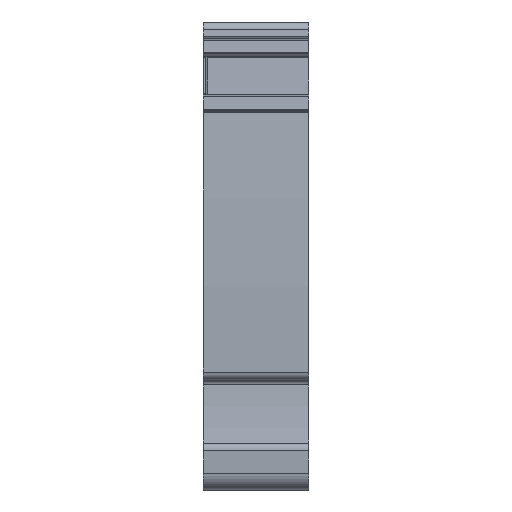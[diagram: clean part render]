
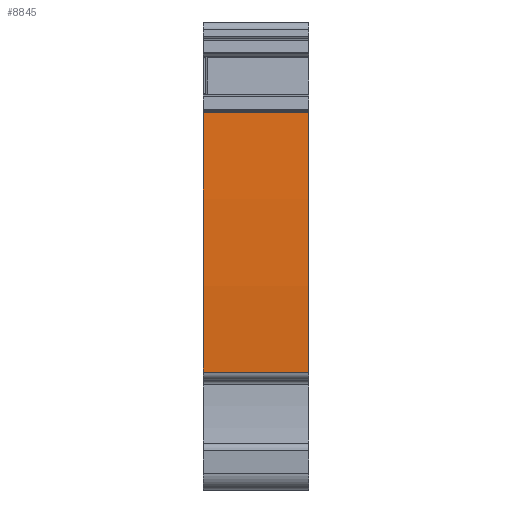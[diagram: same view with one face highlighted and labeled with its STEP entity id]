
A CAD part, front view. The second image highlights one B-rep face of the part: STEP entity #8845.
In plain terms, the highlighted cylindrical face has radius 240.065 mm (diameter 480.129 mm), a partial arc.
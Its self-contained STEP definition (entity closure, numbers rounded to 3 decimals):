
#6804=AXIS2_PLACEMENT_3D('Circle Axis2P3D',#6802,#6803,$) ;
#8825=AXIS2_PLACEMENT_3D('Cylinder Axis2P3D',#8822,#8823,#8824) ;
#8836=AXIS2_PLACEMENT_3D('Circle Axis2P3D',#8834,#8835,$) ;
#6799=CARTESIAN_POINT('Vertex',(0.,1.527,13.395)) ;
#6802=CARTESIAN_POINT('Axis2P3D Location',(0.,241.233,26.5)) ;
#6806=CARTESIAN_POINT('Vertex',(0.,1.726,42.845)) ;
#8802=CARTESIAN_POINT('Line Origine',(5.39,1.726,42.845)) ;
#8806=CARTESIAN_POINT('Vertex',(12.,1.726,42.845)) ;
#8822=CARTESIAN_POINT('Axis2P3D Location',(5.39,241.233,26.5)) ;
#8827=CARTESIAN_POINT('Line Origine',(5.39,1.527,13.395)) ;
#8831=CARTESIAN_POINT('Vertex',(12.,1.527,13.395)) ;
#8834=CARTESIAN_POINT('Axis2P3D Location',(12.,241.233,26.5)) ;
#6803=DIRECTION('Axis2P3D Direction',(1.,0.,0.)) ;
#8803=DIRECTION('Vector Direction',(1.,0.,0.)) ;
#8823=DIRECTION('Axis2P3D Direction',(1.,0.,0.)) ;
#8824=DIRECTION('Axis2P3D XDirection',(0.,-0.998,0.068)) ;
#8828=DIRECTION('Vector Direction',(1.,0.,0.)) ;
#8835=DIRECTION('Axis2P3D Direction',(1.,0.,0.)) ;
#8804=VECTOR('Line Direction',#8803,1.) ;
#8829=VECTOR('Line Direction',#8828,1.) ;
#8840=ORIENTED_EDGE('',*,*,#6808,.T.) ;
#8841=ORIENTED_EDGE('',*,*,#8833,.F.) ;
#8842=ORIENTED_EDGE('',*,*,#8838,.F.) ;
#8843=ORIENTED_EDGE('',*,*,#8808,.T.) ;
#8845=ADVANCED_FACE('MLD',(#8844),#8826,.T.) ;
#6805=CIRCLE('generated circle',#6804,240.065) ;
#8837=CIRCLE('generated circle',#8836,240.065) ;
#8826=CYLINDRICAL_SURFACE('generated cylinder',#8825,240.065) ;
#6808=EDGE_CURVE('',#6807,#6800,#6805,.T.) ;
#8808=EDGE_CURVE('',#8807,#6807,#8805,.F.) ;
#8833=EDGE_CURVE('',#8832,#6800,#8830,.F.) ;
#8838=EDGE_CURVE('',#8807,#8832,#8837,.T.) ;
#8839=EDGE_LOOP('',(#8840,#8841,#8842,#8843)) ;
#8844=FACE_OUTER_BOUND('',#8839,.T.) ;
#8805=LINE('Line',#8802,#8804) ;
#8830=LINE('Line',#8827,#8829) ;
#6800=VERTEX_POINT('',#6799) ;
#6807=VERTEX_POINT('',#6806) ;
#8807=VERTEX_POINT('',#8806) ;
#8832=VERTEX_POINT('',#8831) ;
